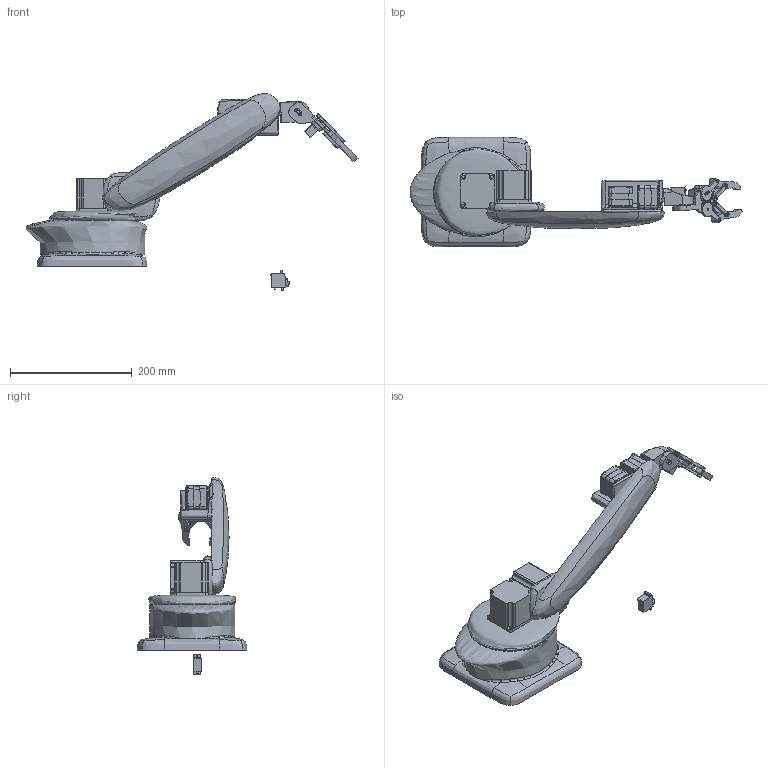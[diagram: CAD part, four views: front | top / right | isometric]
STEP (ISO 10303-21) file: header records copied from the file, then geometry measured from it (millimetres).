
FILE_DESCRIPTION(/* description */ (''),/* implementation_level */ '2;1');
FILE_NAME(/* name */ 'THE FULL ROBOT ARM v19.step',/* time_stamp */ '2021-01-29T23:56:58+03:00',/* author */ (''),/* organization */ (''),/* preprocessor_version */ 'ST-DEVELOPER v18.1',/* originating_system */ 'Autodesk Translation Framework v9.7.1.1290',/* authorisation */ '');
FILE_SCHEMA (('AUTOMOTIVE_DESIGN { 1 0 10303 214 3 1 1 }'));
Length unit declared in the file: millimetre
Products named in the file (13): THE FULL ROBOT ARM; NEMA23 v1; NEMA17 v1; تجربة; Robotic Arm-r4; Arm 03-r4; Gripper Assembly-r4; gear1-r4; gear2-r4; Gripper base-r4; Gripper 1-r4; Servo Motor Micro  9g-r4; grip link 1-r4
Assembly tree (20 placements, depth 5):
  THE FULL ROBOT ARM
    NEMA23 v1  x2
    NEMA17 v1  x2
    تجربة
      Robotic Arm-r4
        Servo Motor Micro  9g-r4  x2
        Arm 03-r4
        Gripper Assembly-r4
          gear1-r4
          gear2-r4
          grip link 1-r4  x4
          Gripper base-r4
          Gripper 1-r4  x2
          Servo Motor Micro  9g-r4
Bounding box: 544.27 x 179.06 x 322.41 mm (x, y, z)
Volume: 1530758.6 mm3; surface area: 396234.4 mm2
Topology: 41 solids, 41 shells, 936 faces, 2381 edges, 1551 vertices
Faces by surface type: plane 370, cylinder 318, bspline 206, torus 28, cone 14
Full cylindrical faces by diameter (mm): 1.2 x9, 2 x8, 2.6 x6, 3 x8, 3.5 x18, 4.8 x1, 5 x9, 6.5 x2, 7 x2, 10.8 x1, 13 x1, 22 x2, 114 x1, 115 x1
Entity records: 38375 total; most frequent: CARTESIAN_POINT 23561, ORIENTED_EDGE 3168, DIRECTION 2549, EDGE_CURVE 1584, VERTEX_POINT 1035, AXIS2_PLACEMENT_3D 932, EDGE_LOOP 685, LINE 685
